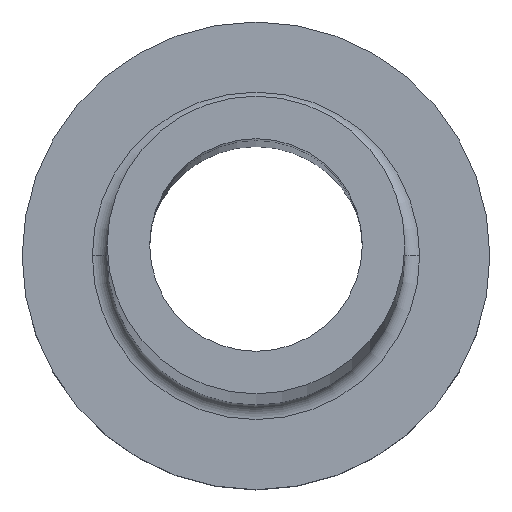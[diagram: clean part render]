
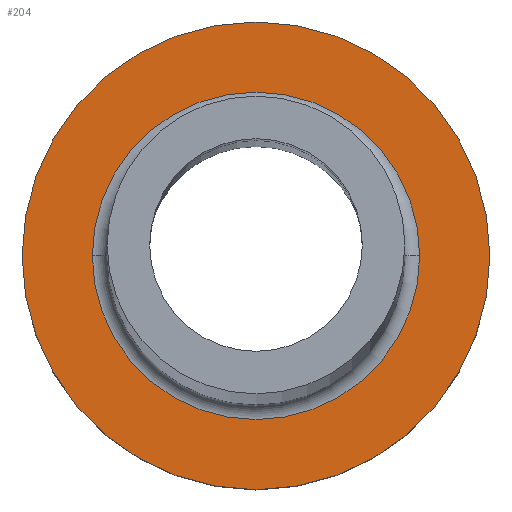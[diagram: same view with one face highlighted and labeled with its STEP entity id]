
A CAD part, top view. The second image highlights one B-rep face of the part: STEP entity #204.
In plain terms, the highlighted planar face has unit normal (0, 0, 1).
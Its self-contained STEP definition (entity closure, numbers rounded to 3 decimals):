
#5 = DIRECTION ( 'NONE',  ( 1., 0., 0. ) ) ;
#19 = AXIS2_PLACEMENT_3D ( 'NONE', #119, #265, #304 ) ;
#22 = PLANE ( 'NONE',  #282 ) ;
#35 = DIRECTION ( 'NONE',  ( 1., 0., 0. ) ) ;
#50 = AXIS2_PLACEMENT_3D ( 'NONE', #102, #219, #35 ) ;
#86 = EDGE_CURVE ( 'NONE', #216, #336, #151, .T. ) ;
#90 = CARTESIAN_POINT ( 'NONE',  ( 11., 0., 7. ) ) ;
#102 = CARTESIAN_POINT ( 'NONE',  ( 0., 0., 7. ) ) ;
#104 = DIRECTION ( 'NONE',  ( 0., 0., -1. ) ) ;
#119 = CARTESIAN_POINT ( 'NONE',  ( 0., 0., 7. ) ) ;
#132 = ORIENTED_EDGE ( 'NONE', *, *, #242, .T. ) ;
#146 = CARTESIAN_POINT ( 'NONE',  ( 7.7, 0., 7. ) ) ;
#151 = CIRCLE ( 'NONE', #19, 11. ) ;
#181 = EDGE_LOOP ( 'NONE', ( #429, #132 ) ) ;
#196 = FACE_BOUND ( 'NONE', #330, .T. ) ;
#204 = ADVANCED_FACE ( 'NONE', ( #196, #346 ), #22, .T. ) ;
#211 = CARTESIAN_POINT ( 'NONE',  ( 0., 0., 7. ) ) ;
#216 = VERTEX_POINT ( 'NONE', #354 ) ;
#219 = DIRECTION ( 'NONE',  ( 0., 0., -1. ) ) ;
#240 = CARTESIAN_POINT ( 'NONE',  ( -7.7, 0., 7. ) ) ;
#241 = CARTESIAN_POINT ( 'NONE',  ( 0., 0., 7. ) ) ;
#242 = EDGE_CURVE ( 'NONE', #336, #216, #244, .T. ) ;
#244 = CIRCLE ( 'NONE', #454, 11. ) ;
#249 = DIRECTION ( 'NONE',  ( 0., 0., 1. ) ) ;
#265 = DIRECTION ( 'NONE',  ( 0., 0., 1. ) ) ;
#275 = VERTEX_POINT ( 'NONE', #146 ) ;
#282 = AXIS2_PLACEMENT_3D ( 'NONE', #241, #386, #373 ) ;
#283 = CARTESIAN_POINT ( 'NONE',  ( 0., 0., 7. ) ) ;
#289 = DIRECTION ( 'NONE',  ( 1., 0., 0. ) ) ;
#296 = ORIENTED_EDGE ( 'NONE', *, *, #440, .T. ) ;
#304 = DIRECTION ( 'NONE',  ( 1., 0., 0. ) ) ;
#314 = ORIENTED_EDGE ( 'NONE', *, *, #451, .T. ) ;
#330 = EDGE_LOOP ( 'NONE', ( #314, #296 ) ) ;
#333 = CIRCLE ( 'NONE', #50, 7.7 ) ;
#336 = VERTEX_POINT ( 'NONE', #90 ) ;
#344 = AXIS2_PLACEMENT_3D ( 'NONE', #283, #104, #289 ) ;
#346 = FACE_OUTER_BOUND ( 'NONE', #181, .T. ) ;
#354 = CARTESIAN_POINT ( 'NONE',  ( -11., 0., 7. ) ) ;
#373 = DIRECTION ( 'NONE',  ( 1., 0., 0. ) ) ;
#386 = DIRECTION ( 'NONE',  ( 0., 0., 1. ) ) ;
#419 = VERTEX_POINT ( 'NONE', #240 ) ;
#429 = ORIENTED_EDGE ( 'NONE', *, *, #86, .T. ) ;
#440 = EDGE_CURVE ( 'NONE', #419, #275, #333, .T. ) ;
#442 = CIRCLE ( 'NONE', #344, 7.7 ) ;
#451 = EDGE_CURVE ( 'NONE', #275, #419, #442, .T. ) ;
#454 = AXIS2_PLACEMENT_3D ( 'NONE', #211, #249, #5 ) ;
